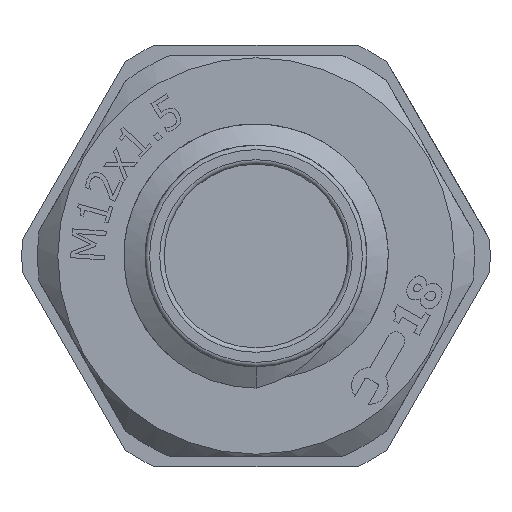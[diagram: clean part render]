
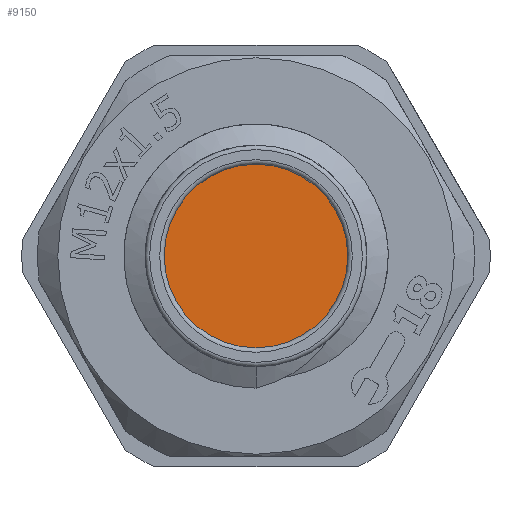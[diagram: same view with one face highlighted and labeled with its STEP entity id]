
A CAD part, front view. The second image highlights one B-rep face of the part: STEP entity #9150.
In plain terms, the highlighted planar face has unit normal (0, -1, 0).
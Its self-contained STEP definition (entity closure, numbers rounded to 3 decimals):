
#139=PLANE('',#9756);
#354=FACE_OUTER_BOUND('',#807,.T.);
#807=EDGE_LOOP('',(#5917));
#1414=CIRCLE('',#9757,4.1);
#3569=VERTEX_POINT('',#12465);
#4530=EDGE_CURVE('',#3569,#3569,#1414,.T.);
#5917=ORIENTED_EDGE('',*,*,#4530,.T.);
#9150=ADVANCED_FACE('',(#354),#139,.F.);
#9756=AXIS2_PLACEMENT_3D('',#12464,#10454,#10455);
#9757=AXIS2_PLACEMENT_3D('',#12466,#10456,#10457);
#10454=DIRECTION('center_axis',(0.,1.,0.));
#10455=DIRECTION('ref_axis',(0.,0.,1.));
#10456=DIRECTION('center_axis',(0.,-1.,0.));
#10457=DIRECTION('ref_axis',(0.,0.,1.));
#12464=CARTESIAN_POINT('Origin',(-10.066,2.028,-0.096));
#12465=CARTESIAN_POINT('',(-10.599,2.028,-4.1));
#12466=CARTESIAN_POINT('Origin',(-10.599,2.028,0.));
